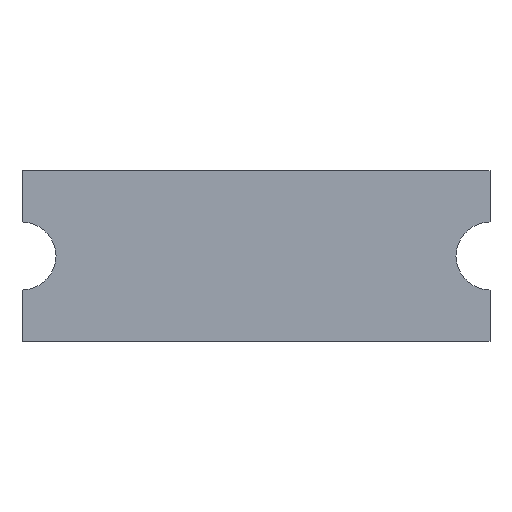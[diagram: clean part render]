
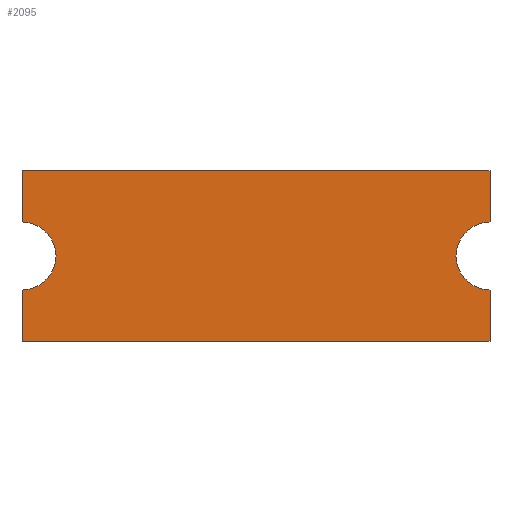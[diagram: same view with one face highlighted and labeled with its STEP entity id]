
A CAD part, front view. The second image highlights one B-rep face of the part: STEP entity #2095.
In plain terms, the highlighted planar face has unit normal (0, -1, 0).
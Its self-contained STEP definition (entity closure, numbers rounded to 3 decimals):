
#60 = EDGE_CURVE ( 'NONE', #76, #1307, #1004, .T. ) ;
#76 = VERTEX_POINT ( 'NONE', #384 ) ;
#146 = CARTESIAN_POINT ( 'NONE',  ( 0., 0., 0. ) ) ;
#295 = DIRECTION ( 'NONE',  ( 0., 0., 1. ) ) ;
#303 = DIRECTION ( 'NONE',  ( 0., 0., 1. ) ) ;
#322 = CARTESIAN_POINT ( 'NONE',  ( -2.75, 0., 1. ) ) ;
#384 = CARTESIAN_POINT ( 'NONE',  ( 2.75, 0., 1. ) ) ;
#420 = ORIENTED_EDGE ( 'NONE', *, *, #2055, .T. ) ;
#554 = DIRECTION ( 'NONE',  ( 1., 0., 0. ) ) ;
#660 = DIRECTION ( 'NONE',  ( 0., 0., 1. ) ) ;
#683 = EDGE_CURVE ( 'NONE', #2370, #1647, #1092, .T. ) ;
#700 = DIRECTION ( 'NONE',  ( -1., 0., 0. ) ) ;
#804 = VERTEX_POINT ( 'NONE', #1854 ) ;
#874 = CARTESIAN_POINT ( 'NONE',  ( -2.75, 0., 0.4 ) ) ;
#876 = ORIENTED_EDGE ( 'NONE', *, *, #1437, .F. ) ;
#939 = DIRECTION ( 'NONE',  ( 0., 0., -1. ) ) ;
#958 = DIRECTION ( 'NONE',  ( 0., 1., 0. ) ) ;
#1004 = LINE ( 'NONE', #2504, #2593 ) ;
#1012 = DIRECTION ( 'NONE',  ( 0., 1., 0. ) ) ;
#1020 = LINE ( 'NONE', #2046, #2120 ) ;
#1026 = EDGE_CURVE ( 'NONE', #2370, #1307, #2796, .T. ) ;
#1044 = VECTOR ( 'NONE', #295, 1000. ) ;
#1055 = CARTESIAN_POINT ( 'NONE',  ( 2.75, 0., -0.4 ) ) ;
#1064 = VERTEX_POINT ( 'NONE', #1163 ) ;
#1092 = LINE ( 'NONE', #2673, #2241 ) ;
#1125 = VECTOR ( 'NONE', #700, 1000. ) ;
#1163 = CARTESIAN_POINT ( 'NONE',  ( -2.75, 0., -1. ) ) ;
#1178 = VERTEX_POINT ( 'NONE', #2067 ) ;
#1217 = VECTOR ( 'NONE', #660, 1000. ) ;
#1260 = AXIS2_PLACEMENT_3D ( 'NONE', #146, #1012, #1895 ) ;
#1280 = ORIENTED_EDGE ( 'NONE', *, *, #2091, .F. ) ;
#1307 = VERTEX_POINT ( 'NONE', #1323 ) ;
#1323 = CARTESIAN_POINT ( 'NONE',  ( 2.75, 0., 0.4 ) ) ;
#1340 = CARTESIAN_POINT ( 'NONE',  ( 2.75, 0., -1. ) ) ;
#1366 = LINE ( 'NONE', #2217, #1044 ) ;
#1388 = EDGE_CURVE ( 'NONE', #1178, #76, #1020, .T. ) ;
#1391 = ORIENTED_EDGE ( 'NONE', *, *, #683, .F. ) ;
#1417 = ORIENTED_EDGE ( 'NONE', *, *, #60, .F. ) ;
#1437 = EDGE_CURVE ( 'NONE', #1647, #1064, #1987, .T. ) ;
#1521 = CARTESIAN_POINT ( 'NONE',  ( -2.75, 0., 0. ) ) ;
#1565 = AXIS2_PLACEMENT_3D ( 'NONE', #2455, #958, #2677 ) ;
#1594 = LINE ( 'NONE', #322, #1217 ) ;
#1647 = VERTEX_POINT ( 'NONE', #2016 ) ;
#1660 = ORIENTED_EDGE ( 'NONE', *, *, #2644, .F. ) ;
#1752 = ORIENTED_EDGE ( 'NONE', *, *, #1026, .T. ) ;
#1854 = CARTESIAN_POINT ( 'NONE',  ( -2.75, 0., -0.4 ) ) ;
#1895 = DIRECTION ( 'NONE',  ( 0., 0., 1. ) ) ;
#1980 = CIRCLE ( 'NONE', #2526, 0.4 ) ;
#1987 = LINE ( 'NONE', #1340, #1125 ) ;
#2016 = CARTESIAN_POINT ( 'NONE',  ( 2.75, 0., -1. ) ) ;
#2046 = CARTESIAN_POINT ( 'NONE',  ( 2.75, 0., 1. ) ) ;
#2055 = EDGE_CURVE ( 'NONE', #2565, #804, #1980, .T. ) ;
#2067 = CARTESIAN_POINT ( 'NONE',  ( -2.75, 0., 1. ) ) ;
#2091 = EDGE_CURVE ( 'NONE', #2565, #1178, #1594, .T. ) ;
#2095 = ADVANCED_FACE ( 'NONE', ( #2374 ), #2436, .F. ) ;
#2120 = VECTOR ( 'NONE', #554, 1000. ) ;
#2153 = EDGE_LOOP ( 'NONE', ( #1280, #420, #1660, #876, #1391, #1752, #1417, #2766 ) ) ;
#2217 = CARTESIAN_POINT ( 'NONE',  ( -2.75, 0., 1. ) ) ;
#2226 = DIRECTION ( 'NONE',  ( 0., 1., 0. ) ) ;
#2241 = VECTOR ( 'NONE', #939, 1000. ) ;
#2286 = DIRECTION ( 'NONE',  ( 0., 0., -1. ) ) ;
#2370 = VERTEX_POINT ( 'NONE', #1055 ) ;
#2374 = FACE_OUTER_BOUND ( 'NONE', #2153, .T. ) ;
#2436 = PLANE ( 'NONE',  #1260 ) ;
#2455 = CARTESIAN_POINT ( 'NONE',  ( 2.75, 0., 0. ) ) ;
#2504 = CARTESIAN_POINT ( 'NONE',  ( 2.75, 0., 1. ) ) ;
#2526 = AXIS2_PLACEMENT_3D ( 'NONE', #1521, #2226, #303 ) ;
#2565 = VERTEX_POINT ( 'NONE', #874 ) ;
#2593 = VECTOR ( 'NONE', #2286, 1000. ) ;
#2644 = EDGE_CURVE ( 'NONE', #1064, #804, #1366, .T. ) ;
#2673 = CARTESIAN_POINT ( 'NONE',  ( 2.75, 0., 1. ) ) ;
#2677 = DIRECTION ( 'NONE',  ( 0., 0., 1. ) ) ;
#2766 = ORIENTED_EDGE ( 'NONE', *, *, #1388, .F. ) ;
#2796 = CIRCLE ( 'NONE', #1565, 0.4 ) ;
